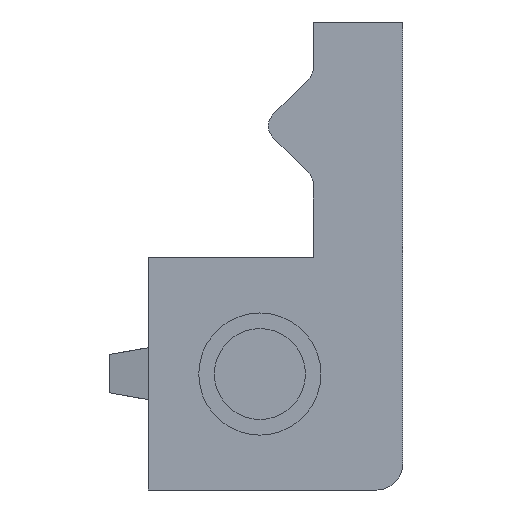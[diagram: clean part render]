
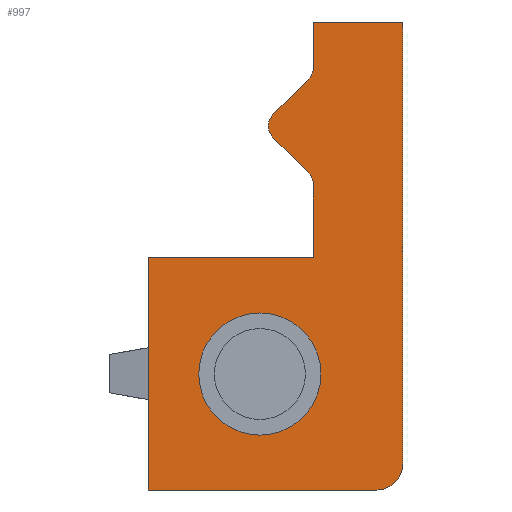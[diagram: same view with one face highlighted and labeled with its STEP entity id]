
A CAD part, left-side view. The second image highlights one B-rep face of the part: STEP entity #997.
In plain terms, the highlighted planar face has unit normal (-1, 0, 0).
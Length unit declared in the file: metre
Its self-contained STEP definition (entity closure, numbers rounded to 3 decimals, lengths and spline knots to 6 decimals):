
#22=CIRCLE('',#1072,0.001);
#24=CIRCLE('',#1075,0.00235);
#28=CIRCLE('',#1081,0.0006);
#30=CIRCLE('',#1084,0.0006);
#32=CIRCLE('',#1087,0.0006);
#215=ORIENTED_EDGE('',*,*,#420,.F.);
#216=ORIENTED_EDGE('',*,*,#391,.F.);
#217=ORIENTED_EDGE('',*,*,#421,.F.);
#218=ORIENTED_EDGE('',*,*,#422,.T.);
#219=ORIENTED_EDGE('',*,*,#423,.F.);
#220=ORIENTED_EDGE('',*,*,#399,.T.);
#221=ORIENTED_EDGE('',*,*,#424,.F.);
#222=ORIENTED_EDGE('',*,*,#403,.F.);
#223=ORIENTED_EDGE('',*,*,#425,.F.);
#224=ORIENTED_EDGE('',*,*,#407,.T.);
#225=ORIENTED_EDGE('',*,*,#426,.F.);
#226=ORIENTED_EDGE('',*,*,#427,.T.);
#227=ORIENTED_EDGE('',*,*,#428,.F.);
#228=ORIENTED_EDGE('',*,*,#395,.T.);
#391=EDGE_CURVE('',#496,#497,#22,.T.);
#395=EDGE_CURVE('',#500,#500,#24,.T.);
#399=EDGE_CURVE('',#504,#505,#28,.T.);
#403=EDGE_CURVE('',#508,#509,#30,.T.);
#407=EDGE_CURVE('',#512,#513,#32,.T.);
#420=EDGE_CURVE('',#497,#521,#619,.T.);
#421=EDGE_CURVE('',#522,#496,#620,.T.);
#422=EDGE_CURVE('',#522,#523,#621,.T.);
#423=EDGE_CURVE('',#504,#523,#622,.T.);
#424=EDGE_CURVE('',#509,#505,#623,.T.);
#425=EDGE_CURVE('',#512,#508,#624,.T.);
#426=EDGE_CURVE('',#524,#513,#625,.T.);
#427=EDGE_CURVE('',#524,#525,#626,.T.);
#428=EDGE_CURVE('',#521,#525,#627,.T.);
#496=VERTEX_POINT('',#1561);
#497=VERTEX_POINT('',#1562);
#500=VERTEX_POINT('',#1570);
#504=VERTEX_POINT('',#1580);
#505=VERTEX_POINT('',#1581);
#508=VERTEX_POINT('',#1589);
#509=VERTEX_POINT('',#1590);
#512=VERTEX_POINT('',#1598);
#513=VERTEX_POINT('',#1599);
#521=VERTEX_POINT('',#1622);
#522=VERTEX_POINT('',#1624);
#523=VERTEX_POINT('',#1626);
#524=VERTEX_POINT('',#1631);
#525=VERTEX_POINT('',#1633);
#619=LINE('',#1621,#722);
#620=LINE('',#1623,#723);
#621=LINE('',#1625,#724);
#622=LINE('',#1627,#725);
#623=LINE('',#1628,#726);
#624=LINE('',#1629,#727);
#625=LINE('',#1630,#728);
#626=LINE('',#1632,#729);
#627=LINE('',#1634,#730);
#722=VECTOR('',#1331,1.);
#723=VECTOR('',#1332,1.);
#724=VECTOR('',#1333,1.);
#725=VECTOR('',#1334,1.);
#726=VECTOR('',#1335,1.);
#727=VECTOR('',#1336,1.);
#728=VECTOR('',#1337,1.);
#729=VECTOR('',#1338,1.);
#730=VECTOR('',#1339,1.);
#786=EDGE_LOOP('',(#215,#216,#217,#218,#219,#220,#221,#222,#223,#224,#225,
#226,#227));
#787=EDGE_LOOP('',(#228));
#873=FACE_BOUND('',#786,.T.);
#874=FACE_BOUND('',#787,.T.);
#941=PLANE('',#1090);
#997=ADVANCED_FACE('',(#873,#874),#941,.F.);
#1072=AXIS2_PLACEMENT_3D('',#1560,#1276,#1277);
#1075=AXIS2_PLACEMENT_3D('',#1569,#1284,#1285);
#1081=AXIS2_PLACEMENT_3D('',#1579,#1296,#1297);
#1084=AXIS2_PLACEMENT_3D('',#1588,#1304,#1305);
#1087=AXIS2_PLACEMENT_3D('',#1597,#1312,#1313);
#1090=AXIS2_PLACEMENT_3D('',#1620,#1329,#1330);
#1276=DIRECTION('',(1.,0.,0.));
#1277=DIRECTION('',(0.,1.,0.));
#1284=DIRECTION('',(1.,0.,0.));
#1285=DIRECTION('',(0.,1.,0.));
#1296=DIRECTION('',(1.,0.,0.));
#1297=DIRECTION('',(0.,1.,0.));
#1304=DIRECTION('',(1.,0.,0.));
#1305=DIRECTION('',(0.,1.,0.));
#1312=DIRECTION('',(1.,0.,0.));
#1313=DIRECTION('',(0.,1.,0.));
#1329=DIRECTION('',(1.,0.,0.));
#1330=DIRECTION('',(0.,1.,0.));
#1331=DIRECTION('',(0.,1.,0.));
#1332=DIRECTION('',(0.,0.,-1.));
#1333=DIRECTION('',(0.,1.,0.));
#1334=DIRECTION('',(0.,0.,1.));
#1335=DIRECTION('',(0.,-0.707,0.707));
#1336=DIRECTION('',(0.,0.707,0.707));
#1337=DIRECTION('',(0.,0.,1.));
#1338=DIRECTION('',(0.,1.,0.));
#1339=DIRECTION('',(0.,0.,1.));
#1560=CARTESIAN_POINT('',(-0.4641,-0.154338,-0.066804));
#1561=CARTESIAN_POINT('',(-0.4641,-0.155338,-0.066804));
#1562=CARTESIAN_POINT('',(-0.4641,-0.154338,-0.067804));
#1569=CARTESIAN_POINT('',(-0.4641,-0.149838,-0.063344));
#1570=CARTESIAN_POINT('',(-0.4641,-0.147488,-0.063344));
#1579=CARTESIAN_POINT('',(-0.4641,-0.151288,-0.051576));
#1580=CARTESIAN_POINT('',(-0.4641,-0.151888,-0.051576));
#1581=CARTESIAN_POINT('',(-0.4641,-0.151712,-0.052001));
#1588=CARTESIAN_POINT('',(-0.4641,-0.150757,-0.053804));
#1589=CARTESIAN_POINT('',(-0.4641,-0.150332,-0.054228));
#1590=CARTESIAN_POINT('',(-0.4641,-0.150332,-0.05338));
#1597=CARTESIAN_POINT('',(-0.4641,-0.151288,-0.056032));
#1598=CARTESIAN_POINT('',(-0.4641,-0.151712,-0.055608));
#1599=CARTESIAN_POINT('',(-0.4641,-0.151888,-0.056032));
#1620=CARTESIAN_POINT('',(-0.4641,-0.145297,-0.053908));
#1621=CARTESIAN_POINT('',(-0.4641,-0.150338,-0.067804));
#1622=CARTESIAN_POINT('',(-0.4641,-0.145538,-0.067804));
#1623=CARTESIAN_POINT('',(-0.4641,-0.155338,-0.058804));
#1624=CARTESIAN_POINT('',(-0.4641,-0.155338,-0.049804));
#1625=CARTESIAN_POINT('',(-0.4641,-0.153314,-0.049804));
#1626=CARTESIAN_POINT('',(-0.4641,-0.151888,-0.049804));
#1627=CARTESIAN_POINT('',(-0.4641,-0.151888,-0.057319));
#1628=CARTESIAN_POINT('',(-0.4641,-0.150898,-0.052815));
#1629=CARTESIAN_POINT('',(-0.4641,-0.150898,-0.054794));
#1630=CARTESIAN_POINT('',(-0.4641,-0.151888,-0.057319));
#1631=CARTESIAN_POINT('',(-0.4641,-0.151888,-0.058854));
#1632=CARTESIAN_POINT('',(-0.4641,-0.148613,-0.058854));
#1633=CARTESIAN_POINT('',(-0.4641,-0.145538,-0.058854));
#1634=CARTESIAN_POINT('',(-0.4641,-0.145538,-0.053908));
